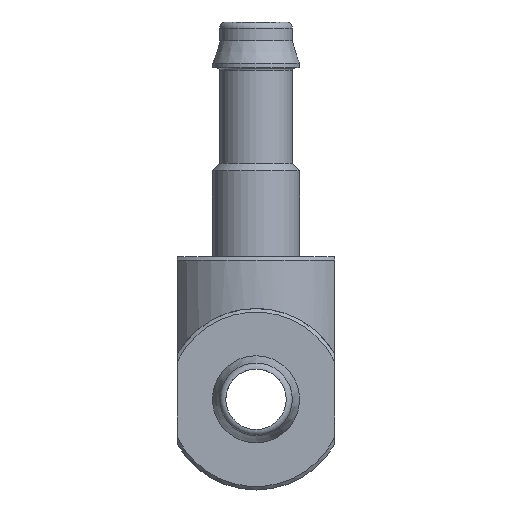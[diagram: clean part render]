
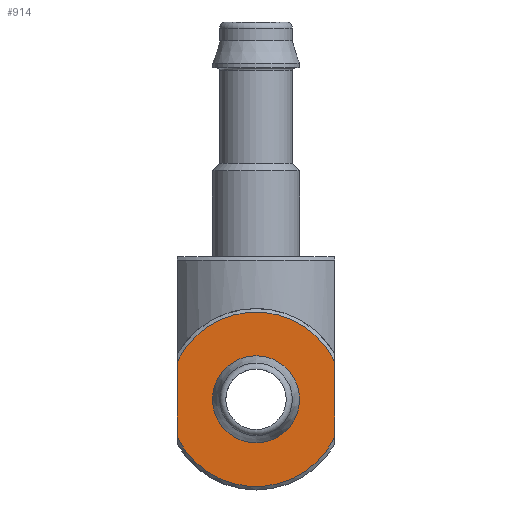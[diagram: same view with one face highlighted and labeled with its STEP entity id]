
A CAD part, left-side view. The second image highlights one B-rep face of the part: STEP entity #914.
In plain terms, the highlighted planar face has unit normal (-1, 0, 0).
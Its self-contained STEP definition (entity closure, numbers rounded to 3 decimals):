
#50=PLANE('',#974);
#64=LINE('',#1289,#80);
#65=LINE('',#1294,#81);
#80=VECTOR('',#1089,1000.);
#81=VECTOR('',#1092,1000.);
#110=ORIENTED_EDGE('',*,*,#258,.T.);
#111=ORIENTED_EDGE('',*,*,#259,.F.);
#112=ORIENTED_EDGE('',*,*,#260,.T.);
#113=ORIENTED_EDGE('',*,*,#261,.F.);
#114=ORIENTED_EDGE('',*,*,#262,.F.);
#258=EDGE_CURVE('',#332,#333,#64,.T.);
#259=EDGE_CURVE('',#334,#333,#382,.T.);
#260=EDGE_CURVE('',#334,#335,#65,.T.);
#261=EDGE_CURVE('',#332,#335,#383,.T.);
#262=EDGE_CURVE('',#336,#336,#384,.F.);
#332=VERTEX_POINT('',#1290);
#333=VERTEX_POINT('',#1291);
#334=VERTEX_POINT('',#1293);
#335=VERTEX_POINT('',#1295);
#336=VERTEX_POINT('',#1298);
#382=CIRCLE('',#975,3.609);
#383=CIRCLE('',#976,3.609);
#384=CIRCLE('',#977,1.8);
#424=EDGE_LOOP('',(#110,#111,#112,#113));
#425=EDGE_LOOP('',(#114));
#502=FACE_BOUND('',#424,.T.);
#503=FACE_BOUND('',#425,.T.);
#914=ADVANCED_FACE('',(#502,#503),#50,.F.);
#974=AXIS2_PLACEMENT_3D('',#1288,#1087,#1088);
#975=AXIS2_PLACEMENT_3D('',#1292,#1090,#1091);
#976=AXIS2_PLACEMENT_3D('',#1296,#1093,#1094);
#977=AXIS2_PLACEMENT_3D('',#1297,#1095,#1096);
#1087=DIRECTION('',(1.,0.,0.));
#1088=DIRECTION('',(0.,0.,-1.));
#1089=DIRECTION('',(0.,0.,-1.));
#1090=DIRECTION('',(1.,0.,0.));
#1091=DIRECTION('',(0.,0.,-1.));
#1092=DIRECTION('',(0.,0.,1.));
#1093=DIRECTION('',(1.,0.,0.));
#1094=DIRECTION('',(0.,0.,-1.));
#1095=DIRECTION('',(1.,0.,0.));
#1096=DIRECTION('',(0.,0.,-1.));
#1288=CARTESIAN_POINT('',(-5.9,0.,0.));
#1289=CARTESIAN_POINT('',(-5.9,3.25,5.9));
#1290=CARTESIAN_POINT('',(-5.9,3.25,1.568));
#1291=CARTESIAN_POINT('',(-5.9,3.25,-1.568));
#1292=CARTESIAN_POINT('',(-5.9,0.,0.));
#1293=CARTESIAN_POINT('',(-5.9,-3.25,-1.568));
#1294=CARTESIAN_POINT('',(-5.9,-3.25,-7.1));
#1295=CARTESIAN_POINT('',(-5.9,-3.25,1.568));
#1296=CARTESIAN_POINT('',(-5.9,0.,0.));
#1297=CARTESIAN_POINT('',(-5.9,0.,0.));
#1298=CARTESIAN_POINT('',(-5.9,0.,-1.8));
